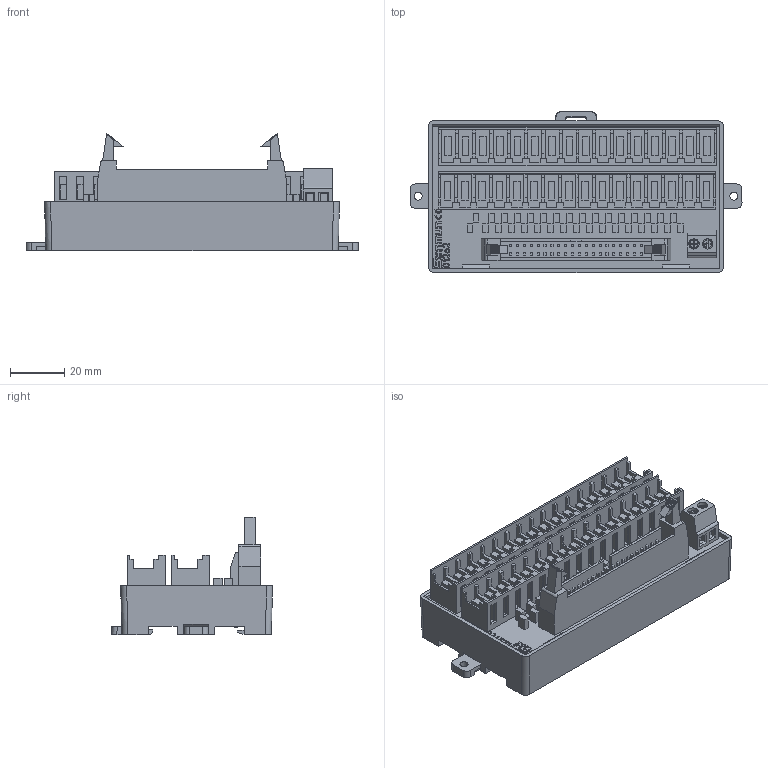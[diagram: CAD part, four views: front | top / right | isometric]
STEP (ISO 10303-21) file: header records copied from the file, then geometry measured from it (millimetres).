
FILE_DESCRIPTION(/* description */ (''),/* implementation_level */ '2;1');
FILE_NAME(/* name */ 'D1262-E.stp',/* time_stamp */ '2024-08-13T16:03:07+08:00',/* author */ (''),/* organization */ (''),/* preprocessor_version */ 'ST-DEVELOPER v14',/* originating_system */ 'SIEMENS PLM Software NX 8.0',/* authorisation */ '');
FILE_SCHEMA (('AUTOMOTIVE_DESIGN { 1 0 10303 214 3 1 1 1 }'));
Length unit declared in the file: millimetre
Products named in the file (1): D1262-E 3D_stp
Bounding box: 122.6 x 59.51 x 43.25 mm (x, y, z)
Volume: 111140.1 mm3; surface area: 48691.1 mm2
Topology: 3 solids, 3 shells, 1607 faces, 4330 edges, 2870 vertices
Faces by surface type: plane 1530, cylinder 55, extrusion 12, cone 4, torus 4, bspline 2
Full cylindrical faces by diameter (mm): 3 x2, 3.8 x2
Entity records: 52350 total; most frequent: CARTESIAN_POINT 9662, ORIENTED_EDGE 8650, DIRECTION 7617, EDGE_CURVE 4325, VECTOR 4173, LINE 4161, VERTEX_POINT 2870, EDGE_LOOP 1827
